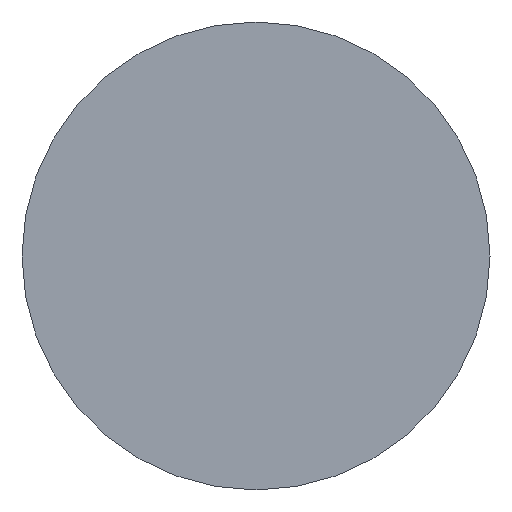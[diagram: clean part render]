
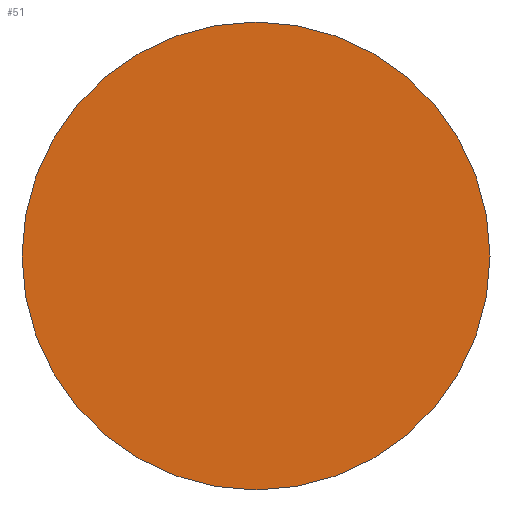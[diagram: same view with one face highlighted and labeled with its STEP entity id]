
A CAD part, top view. The second image highlights one B-rep face of the part: STEP entity #51.
In plain terms, the highlighted planar face has unit normal (0, 0, 1).
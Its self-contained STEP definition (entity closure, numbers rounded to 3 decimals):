
#43=EDGE_CURVE('',#59,#67,#90,.T.);
#51=ADVANCED_FACE('',(#100),#101,.T.);
#59=VERTEX_POINT('',#109);
#63=EDGE_CURVE('',#67,#59,#113,.T.);
#67=VERTEX_POINT('',#117);
#90=CIRCLE('',#131,6.0);
#100=FACE_OUTER_BOUND('',#142,.T.);
#101=PLANE('',#143);
#109=CARTESIAN_POINT('',(12.0,6.0,0.0));
#113=CIRCLE('',#158,6.0);
#117=CARTESIAN_POINT('',(0.,6.,0.0));
#131=AXIS2_PLACEMENT_3D('',#172,#173,#174);
#142=EDGE_LOOP('',(#195,#196));
#143=AXIS2_PLACEMENT_3D('',#197,#198,#199);
#158=AXIS2_PLACEMENT_3D('',#205,#206,#207);
#172=CARTESIAN_POINT('',(6.0,6.0,0.0));
#173=DIRECTION('',(0.0,0.0,1.0));
#174=DIRECTION('',(1.0,0.,0.0));
#195=ORIENTED_EDGE('',*,*,#63,.T.);
#196=ORIENTED_EDGE('',*,*,#43,.T.);
#197=CARTESIAN_POINT('',(6.0,6.0,0.0));
#198=DIRECTION('',(0.0,0.0,1.0));
#199=DIRECTION('',(1.0,0.0,0.0));
#205=CARTESIAN_POINT('',(6.0,6.0,0.0));
#206=DIRECTION('',(0.0,0.0,1.0));
#207=DIRECTION('',(1.0,0.,0.0));
